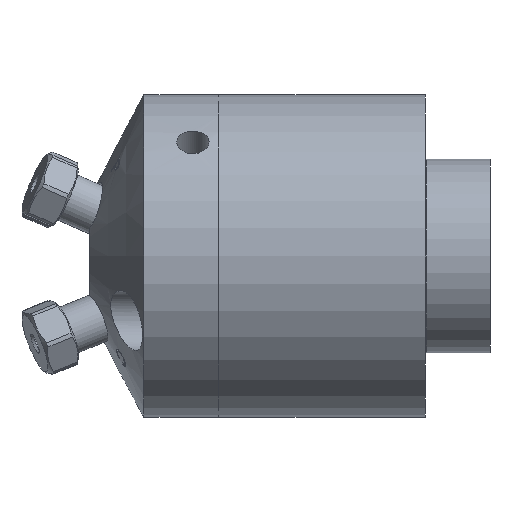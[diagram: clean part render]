
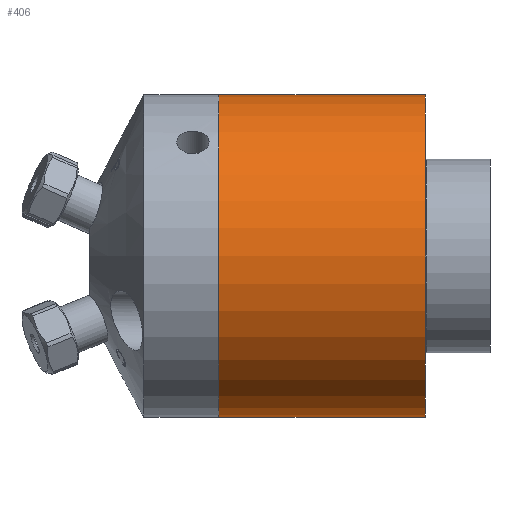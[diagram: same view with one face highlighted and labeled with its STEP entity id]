
A CAD part, front view. The second image highlights one B-rep face of the part: STEP entity #406.
In plain terms, the highlighted cylindrical face has radius 15.875 mm (diameter 31.75 mm), a full revolution.
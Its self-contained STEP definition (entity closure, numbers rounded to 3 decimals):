
#231=CARTESIAN_POINT('',(20.32,15.875,0.0));
#232=VERTEX_POINT('',#231);
#233=CARTESIAN_POINT('',(20.32,0.,0.0));
#234=DIRECTION('',(1.0,0.0,0.0));
#235=DIRECTION('',(0.0,1.0,0.0));
#236=AXIS2_PLACEMENT_3D('',#233,#234,#235);
#237=CIRCLE('',#236,15.875);
#238=EDGE_CURVE('',#232,#232,#237,.T.);
#265=CARTESIAN_POINT('',(0.0,15.875,0.0));
#266=VERTEX_POINT('',#265);
#267=CARTESIAN_POINT('',(0.,0.,0.0));
#268=DIRECTION('',(1.0,0.0,0.0));
#269=DIRECTION('',(0.0,1.0,0.0));
#270=AXIS2_PLACEMENT_3D('',#267,#268,#269);
#271=CIRCLE('',#270,15.875);
#272=EDGE_CURVE('',#266,#266,#271,.T.);
#395=CARTESIAN_POINT('',(10.16,0.,0.0));
#396=DIRECTION('',(1.0,0.,0.0));
#397=DIRECTION('',(0.0,1.0,0.0));
#398=AXIS2_PLACEMENT_3D('',#395,#396,#397);
#399=CYLINDRICAL_SURFACE('',#398,15.875);
#400=ORIENTED_EDGE('',*,*,#272,.T.);
#401=EDGE_LOOP('',(#400));
#402=FACE_OUTER_BOUND('',#401,.T.);
#403=ORIENTED_EDGE('',*,*,#238,.F.);
#404=EDGE_LOOP('',(#403));
#405=FACE_BOUND('',#404,.T.);
#406=ADVANCED_FACE('',(#402,#405),#399,.T.);
